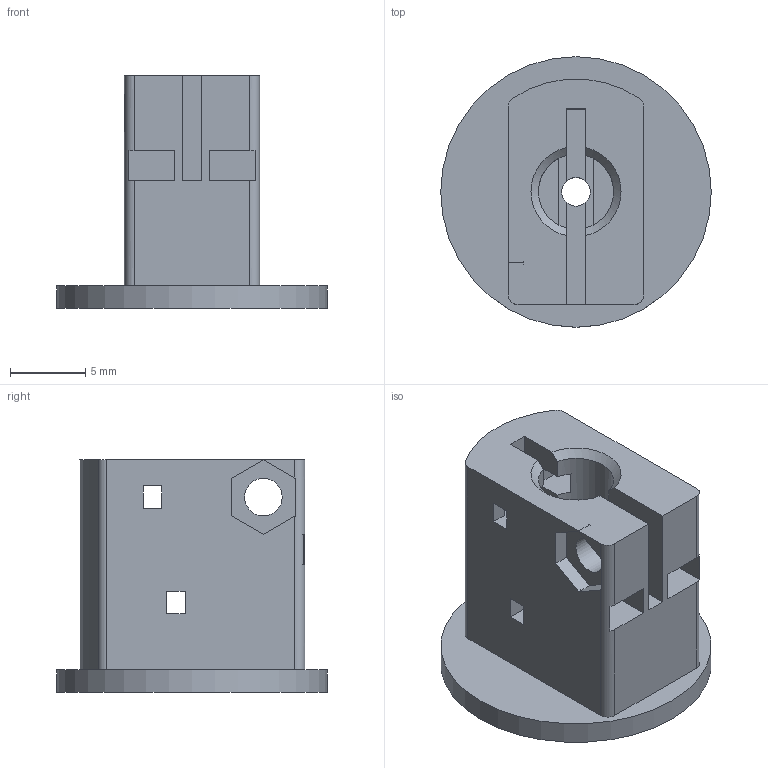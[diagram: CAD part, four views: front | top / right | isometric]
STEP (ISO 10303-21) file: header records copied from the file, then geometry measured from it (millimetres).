
FILE_DESCRIPTION(/* description */ ('Alibre Inc.'),/* implementation_level */ '2;1');
FILE_NAME(/* name */ 'export0',/* time_stamp */ '2015-07-05T23:13:19+12:00',/* author */ (''),/* organization */ (''),/* preprocessor_version */ 'ST-DEVELOPER v14',/* originating_system */ 'Alibre',/* authorisation */ '');
FILE_SCHEMA (('CONFIG_CONTROL_DESIGN'));
Length unit declared in the file: centimetre
Products named in the file (1): ID_1
Bounding box: 18 x 18 x 15.5 mm (x, y, z)
Volume: 1776.9 mm3; surface area: 1768.1 mm2
Topology: 1 solids, 1 shells, 67 faces, 215 edges, 143 vertices
Faces by surface type: plane 53, cylinder 11, cone 3
Full cylindrical faces by diameter (mm): 1.9 x1, 2.5 x2, 18 x1
Entity records: 2250 total; most frequent: ORIENTED_EDGE 418, CARTESIAN_POINT 391, DIRECTION 290, EDGE_CURVE 209, VECTOR 142, LINE 142, VERTEX_POINT 142, AXIS2_PLACEMENT_3D 95
